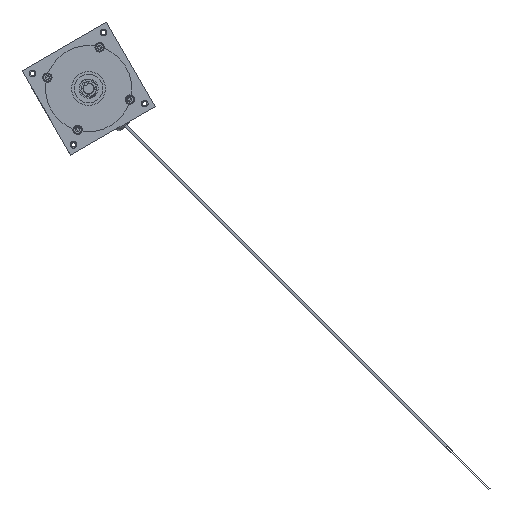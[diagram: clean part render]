
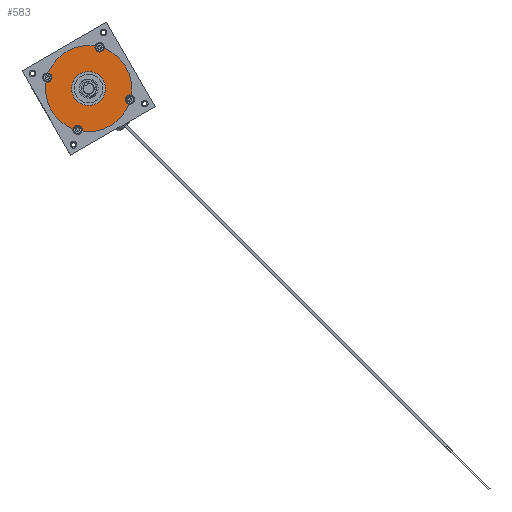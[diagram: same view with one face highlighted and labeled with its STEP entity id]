
A CAD part, left-side view. The second image highlights one B-rep face of the part: STEP entity #583.
In plain terms, the highlighted planar face has unit normal (-1, 0, 0).
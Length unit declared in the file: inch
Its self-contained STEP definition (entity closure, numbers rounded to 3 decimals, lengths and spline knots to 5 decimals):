
#479 = EDGE_CURVE ( 'NONE', #1133, #1134, #2001, .T. ) ;
#482 = EDGE_CURVE ( 'NONE', #1135, #1136, #2002, .T. ) ;
#487 = EDGE_CURVE ( 'NONE', #1158, #1159, #2005, .T. ) ;
#513 = EDGE_CURVE ( 'NONE', #1352, #1353, #2018, .T. ) ;
#517 = EDGE_CURVE ( 'NONE', #1356, #1357, #2020, .T. ) ;
#523 = EDGE_CURVE ( 'NONE', #1362, #1363, #2023, .T. ) ;
#530 = EDGE_CURVE ( 'NONE', #1384, #1362, #2027, .T. ) ;
#532 = EDGE_CURVE ( 'NONE', #1384, #1357, #2029, .T. ) ;
#536 = EDGE_CURVE ( 'NONE', #1386, #1356, #2032, .T. ) ;
#539 = EDGE_CURVE ( 'NONE', #1386, #1388, #2034, .T. ) ;
#541 = EDGE_CURVE ( 'NONE', #1353, #1388, #2036, .T. ) ;
#583 = ADVANCED_FACE ( 'NONE', ( #3477, #3482 ), #4578, .T. ) ;
#627 = EDGE_CURVE ( 'NONE', #1133, #1363, #4596, .T. ) ;
#631 = EDGE_CURVE ( 'NONE', #1159, #1158, #4599, .T. ) ;
#632 = EDGE_CURVE ( 'NONE', #1352, #1135, #4600, .T. ) ;
#633 = EDGE_CURVE ( 'NONE', #1134, #1136, #4601, .T. ) ;
#1133 = VERTEX_POINT ( 'NONE', #5174 ) ;
#1134 = VERTEX_POINT ( 'NONE', #5175 ) ;
#1135 = VERTEX_POINT ( 'NONE', #5176 ) ;
#1136 = VERTEX_POINT ( 'NONE', #5177 ) ;
#1158 = VERTEX_POINT ( 'NONE', #5182 ) ;
#1159 = VERTEX_POINT ( 'NONE', #5183 ) ;
#1352 = VERTEX_POINT ( 'NONE', #5236 ) ;
#1353 = VERTEX_POINT ( 'NONE', #5237 ) ;
#1356 = VERTEX_POINT ( 'NONE', #5240 ) ;
#1357 = VERTEX_POINT ( 'NONE', #5241 ) ;
#1362 = VERTEX_POINT ( 'NONE', #5246 ) ;
#1363 = VERTEX_POINT ( 'NONE', #5247 ) ;
#1384 = VERTEX_POINT ( 'NONE', #5251 ) ;
#1386 = VERTEX_POINT ( 'NONE', #5253 ) ;
#1388 = VERTEX_POINT ( 'NONE', #5255 ) ;
#1452 = ORIENTED_EDGE ( 'NONE', *, *, #633, .F. ) ;
#1453 = ORIENTED_EDGE ( 'NONE', *, *, #631, .F. ) ;
#1454 = ORIENTED_EDGE ( 'NONE', *, *, #487, .F. ) ;
#1455 = ORIENTED_EDGE ( 'NONE', *, *, #632, .T. ) ;
#1456 = ORIENTED_EDGE ( 'NONE', *, *, #482, .T. ) ;
#1457 = ORIENTED_EDGE ( 'NONE', *, *, #523, .F. ) ;
#1458 = ORIENTED_EDGE ( 'NONE', *, *, #479, .F. ) ;
#1459 = ORIENTED_EDGE ( 'NONE', *, *, #627, .T. ) ;
#1460 = ORIENTED_EDGE ( 'NONE', *, *, #530, .F. ) ;
#1461 = ORIENTED_EDGE ( 'NONE', *, *, #532, .T. ) ;
#1462 = ORIENTED_EDGE ( 'NONE', *, *, #517, .F. ) ;
#1463 = ORIENTED_EDGE ( 'NONE', *, *, #536, .F. ) ;
#1464 = ORIENTED_EDGE ( 'NONE', *, *, #539, .T. ) ;
#1465 = ORIENTED_EDGE ( 'NONE', *, *, #541, .F. ) ;
#1466 = ORIENTED_EDGE ( 'NONE', *, *, #513, .F. ) ;
#1577 = EDGE_LOOP ( 'NONE', ( #1453, #1454 ) ) ;
#1578 = EDGE_LOOP ( 'NONE', ( #1455, #1456, #1452, #1458, #1459, #1457, #1460, #1461, #1462, #1463, #1464, #1465, #1466 ) ) ;
#2001 = CIRCLE ( 'NONE', #3345, 0.155 ) ;
#2002 = CIRCLE ( 'NONE', #3353, 1.437 ) ;
#2005 = CIRCLE ( 'NONE', #3359, 0.565 ) ;
#2018 = CIRCLE ( 'NONE', #3350, 0.155 ) ;
#2020 = CIRCLE ( 'NONE', #3383, 0.155 ) ;
#2023 = CIRCLE ( 'NONE', #3389, 0.155 ) ;
#2027 = CIRCLE ( 'NONE', #3396, 0.155 ) ;
#2029 = CIRCLE ( 'NONE', #3405, 1.437 ) ;
#2032 = CIRCLE ( 'NONE', #3401, 0.155 ) ;
#2034 = CIRCLE ( 'NONE', #3410, 1.437 ) ;
#2036 = CIRCLE ( 'NONE', #3407, 0.155 ) ;
#3345 = AXIS2_PLACEMENT_3D ( 'NONE', #4256, #4260, #4261 ) ;
#3350 = AXIS2_PLACEMENT_3D ( 'NONE', #4362, #4366, #4367 ) ;
#3353 = AXIS2_PLACEMENT_3D ( 'NONE', #4262, #4269, #4270 ) ;
#3359 = AXIS2_PLACEMENT_3D ( 'NONE', #4283, #4284, #4285 ) ;
#3383 = AXIS2_PLACEMENT_3D ( 'NONE', #4377, #4378, #4379 ) ;
#3389 = AXIS2_PLACEMENT_3D ( 'NONE', #4395, #4396, #4397 ) ;
#3396 = AXIS2_PLACEMENT_3D ( 'NONE', #4413, #4417, #4418 ) ;
#3401 = AXIS2_PLACEMENT_3D ( 'NONE', #4431, #4435, #4436 ) ;
#3405 = AXIS2_PLACEMENT_3D ( 'NONE', #4422, #4423, #4424 ) ;
#3407 = AXIS2_PLACEMENT_3D ( 'NONE', #4449, #4450, #4451 ) ;
#3410 = AXIS2_PLACEMENT_3D ( 'NONE', #4440, #4444, #4445 ) ;
#3477 = FACE_BOUND ( 'NONE', #1577, .T. ) ;
#3482 = FACE_OUTER_BOUND ( 'NONE', #1578, .T. ) ;
#3484 = AXIS2_PLACEMENT_3D ( 'NONE', #4579, #4580, #4581 ) ;
#3591 = AXIS2_PLACEMENT_3D ( 'NONE', #4875, #4876, #4877 ) ;
#3594 = AXIS2_PLACEMENT_3D ( 'NONE', #4887, #4888, #4889 ) ;
#3595 = AXIS2_PLACEMENT_3D ( 'NONE', #4890, #4891, #4892 ) ;
#3596 = AXIS2_PLACEMENT_3D ( 'NONE', #4893, #4894, #4895 ) ;
#4256 = CARTESIAN_POINT ( 'NONE',  ( -5.28952, 5.76055, 7.36751 ) ) ;
#4260 = DIRECTION ( 'NONE',  ( -1., 0., 0. ) ) ;
#4261 = DIRECTION ( 'NONE',  ( 0., 0.5, 0.866 ) ) ;
#4262 = CARTESIAN_POINT ( 'NONE',  ( -5.28952, 7.13409, 7.73555 ) ) ;
#4269 = DIRECTION ( 'NONE',  ( -1., 0., 0. ) ) ;
#4270 = DIRECTION ( 'NONE',  ( 0., 0.5, 0.866 ) ) ;
#4283 = CARTESIAN_POINT ( 'NONE',  ( -5.28952, 7.13409, 7.73555 ) ) ;
#4284 = DIRECTION ( 'NONE',  ( -1., 0., 0. ) ) ;
#4285 = DIRECTION ( 'NONE',  ( 0., 0.5, 0.866 ) ) ;
#4362 = CARTESIAN_POINT ( 'NONE',  ( -5.28952, 7.50213, 6.362 ) ) ;
#4366 = DIRECTION ( 'NONE',  ( -1., 0., 0. ) ) ;
#4367 = DIRECTION ( 'NONE',  ( 0., 0.5, 0.866 ) ) ;
#4377 = CARTESIAN_POINT ( 'NONE',  ( -5.28952, 8.50764, 8.10359 ) ) ;
#4378 = DIRECTION ( 'NONE',  ( -1., 0., 0. ) ) ;
#4379 = DIRECTION ( 'NONE',  ( 0., 0.5, 0.866 ) ) ;
#4395 = CARTESIAN_POINT ( 'NONE',  ( -5.28952, 6.76605, 9.1091 ) ) ;
#4396 = DIRECTION ( 'NONE',  ( -1., 0., 0. ) ) ;
#4397 = DIRECTION ( 'NONE',  ( 0., 0.5, 0.866 ) ) ;
#4413 = CARTESIAN_POINT ( 'NONE',  ( -5.28952, 6.76605, 9.1091 ) ) ;
#4417 = DIRECTION ( 'NONE',  ( -1., 0., 0. ) ) ;
#4418 = DIRECTION ( 'NONE',  ( 0., 0.5, 0.866 ) ) ;
#4422 = CARTESIAN_POINT ( 'NONE',  ( -5.28952, 7.13409, 7.73555 ) ) ;
#4423 = DIRECTION ( 'NONE',  ( -1., 0., 0. ) ) ;
#4424 = DIRECTION ( 'NONE',  ( 0., 0.5, 0.866 ) ) ;
#4431 = CARTESIAN_POINT ( 'NONE',  ( -5.28952, 8.50764, 8.10359 ) ) ;
#4435 = DIRECTION ( 'NONE',  ( -1., 0., 0. ) ) ;
#4436 = DIRECTION ( 'NONE',  ( 0., 0.5, 0.866 ) ) ;
#4440 = CARTESIAN_POINT ( 'NONE',  ( -5.28952, 7.13409, 7.73555 ) ) ;
#4444 = DIRECTION ( 'NONE',  ( -1., 0., 0. ) ) ;
#4445 = DIRECTION ( 'NONE',  ( 0., 0.5, 0.866 ) ) ;
#4449 = CARTESIAN_POINT ( 'NONE',  ( -5.28952, 7.50213, 6.362 ) ) ;
#4450 = DIRECTION ( 'NONE',  ( -1., 0., 0. ) ) ;
#4451 = DIRECTION ( 'NONE',  ( 0., 0.5, 0.866 ) ) ;
#4578 = PLANE ( 'NONE',  #3484 ) ;
#4579 = CARTESIAN_POINT ( 'NONE',  ( -5.28952, 7.13409, 7.73555 ) ) ;
#4580 = DIRECTION ( 'NONE',  ( -1., 0., 0. ) ) ;
#4581 = DIRECTION ( 'NONE',  ( 0., 0.5, 0.866 ) ) ;
#4596 = CIRCLE ( 'NONE', #3591, 1.437 ) ;
#4599 = CIRCLE ( 'NONE', #3594, 0.565 ) ;
#4600 = CIRCLE ( 'NONE', #3595, 1.437 ) ;
#4601 = CIRCLE ( 'NONE', #3596, 0.155 ) ;
#4875 = CARTESIAN_POINT ( 'NONE',  ( -5.28952, 7.13409, 7.73555 ) ) ;
#4876 = DIRECTION ( 'NONE',  ( -1., 0., 0. ) ) ;
#4877 = DIRECTION ( 'NONE',  ( 0., 0.5, 0.866 ) ) ;
#4887 = CARTESIAN_POINT ( 'NONE',  ( -5.28952, 7.13409, 7.73555 ) ) ;
#4888 = DIRECTION ( 'NONE',  ( -1., 0., 0. ) ) ;
#4889 = DIRECTION ( 'NONE',  ( 0., 0.5, 0.866 ) ) ;
#4890 = CARTESIAN_POINT ( 'NONE',  ( -5.28952, 7.13409, 7.73555 ) ) ;
#4891 = DIRECTION ( 'NONE',  ( -1., 0., 0. ) ) ;
#4892 = DIRECTION ( 'NONE',  ( 0., 0.5, 0.866 ) ) ;
#4893 = CARTESIAN_POINT ( 'NONE',  ( -5.28952, 5.76055, 7.36751 ) ) ;
#4894 = DIRECTION ( 'NONE',  ( -1., 0., 0. ) ) ;
#4895 = DIRECTION ( 'NONE',  ( 0., 0.5, 0.866 ) ) ;
#5174 = CARTESIAN_POINT ( 'NONE',  ( -5.28952, 5.71406, 7.51537 ) ) ;
#5175 = CARTESIAN_POINT ( 'NONE',  ( -5.28952, 5.83805, 7.50174 ) ) ;
#5176 = CARTESIAN_POINT ( 'NONE',  ( -5.28952, 6.41559, 6.49107 ) ) ;
#5177 = CARTESIAN_POINT ( 'NONE',  ( -5.28952, 5.79422, 7.21621 ) ) ;
#5182 = CARTESIAN_POINT ( 'NONE',  ( -5.28952, 6.85159, 7.24624 ) ) ;
#5183 = CARTESIAN_POINT ( 'NONE',  ( -5.28952, 7.41659, 8.22485 ) ) ;
#5236 = CARTESIAN_POINT ( 'NONE',  ( -5.28952, 7.35427, 6.31552 ) ) ;
#5237 = CARTESIAN_POINT ( 'NONE',  ( -5.28952, 7.57963, 6.49624 ) ) ;
#5240 = CARTESIAN_POINT ( 'NONE',  ( -5.28952, 8.43014, 7.96936 ) ) ;
#5241 = CARTESIAN_POINT ( 'NONE',  ( -5.28952, 8.47396, 8.25489 ) ) ;
#5246 = CARTESIAN_POINT ( 'NONE',  ( -5.28952, 6.68855, 8.97486 ) ) ;
#5247 = CARTESIAN_POINT ( 'NONE',  ( -5.28952, 6.61475, 9.07542 ) ) ;
#5251 = CARTESIAN_POINT ( 'NONE',  ( -5.28952, 6.91392, 9.15558 ) ) ;
#5253 = CARTESIAN_POINT ( 'NONE',  ( -5.28952, 8.55412, 7.95572 ) ) ;
#5255 = CARTESIAN_POINT ( 'NONE',  ( -5.28952, 7.65343, 6.39568 ) ) ;
